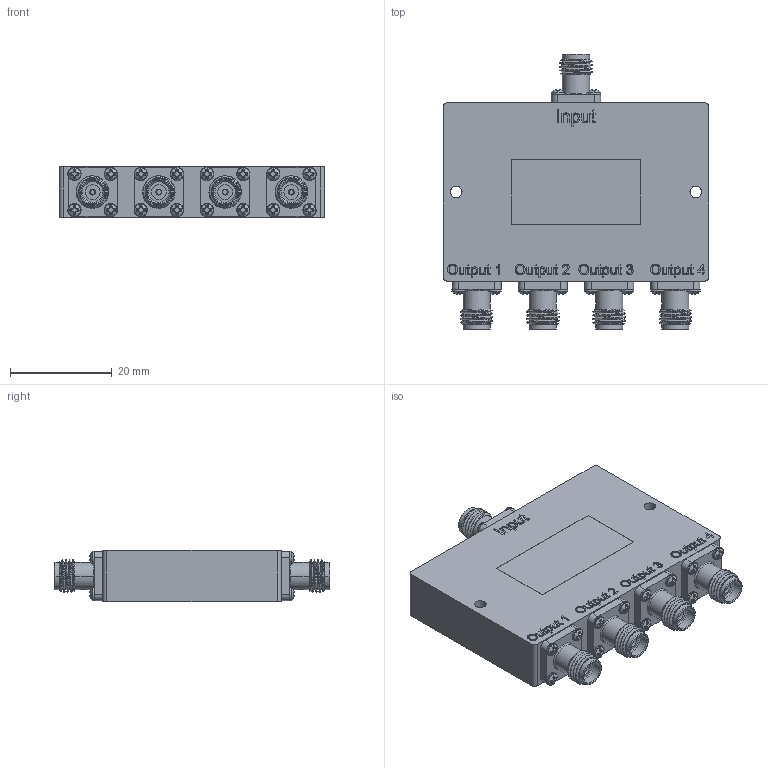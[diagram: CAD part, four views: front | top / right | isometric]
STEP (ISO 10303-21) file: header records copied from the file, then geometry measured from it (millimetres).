
FILE_DESCRIPTION (( 'STEP AP214' ), '1' );
FILE_NAME ('FMDV1069_3D.step', '2026-03-02T21:26:10', ( '' ), ( '' ), 'SwSTEP 2.0', 'SolidWorks 2025', '' );
FILE_SCHEMA (( 'AUTOMOTIVE_DESIGN' ));
Length unit declared in the file: inch
Products named in the file (1): FMDV1069_3D
Bounding box: 52 x 54.05 x 10.03 mm (x, y, z)
Volume: 19561.8 mm3; surface area: 7590.6 mm2
Topology: 1 solids, 23 shells, 1448 faces, 3815 edges, 2505 vertices
Faces by surface type: plane 764, bspline 287, cylinder 227, cone 160, torus 10
Entity records: 61274 total; most frequent: CARTESIAN_POINT 28130, ORIENTED_EDGE 7630, DIRECTION 5704, EDGE_CURVE 3815, VERTEX_POINT 2505, AXIS2_PLACEMENT_3D 1916, VECTOR 1872, LINE 1872
